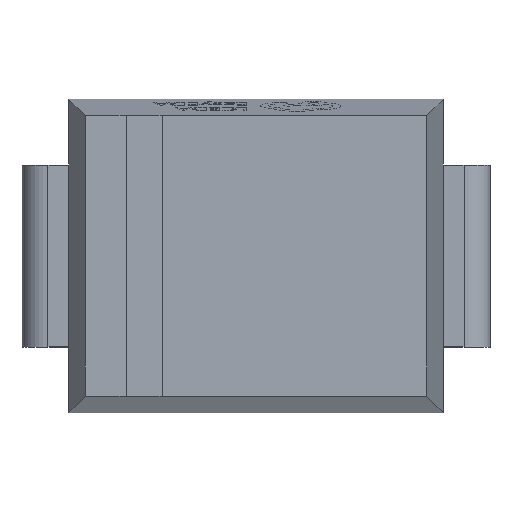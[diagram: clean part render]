
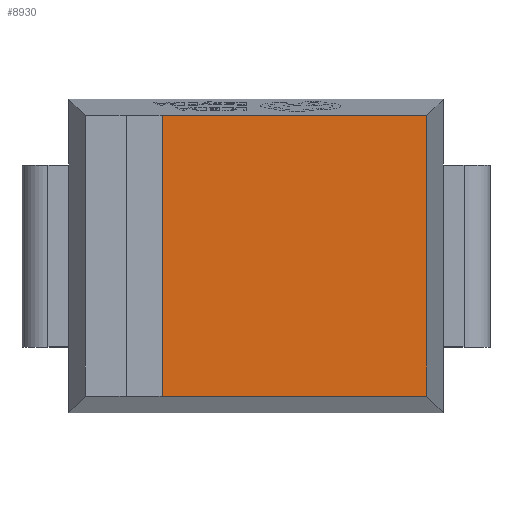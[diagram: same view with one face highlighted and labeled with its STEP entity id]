
A CAD part, top view. The second image highlights one B-rep face of the part: STEP entity #8930.
In plain terms, the highlighted planar face has unit normal (0, 0, 1).
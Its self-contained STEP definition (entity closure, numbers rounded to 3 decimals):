
#124 = CARTESIAN_POINT ( 'NONE',  ( -1.084, 1.618, 1.09 ) ) ;
#623 = FACE_OUTER_BOUND ( 'NONE', #4335, .T. ) ;
#684 = DIRECTION ( 'NONE',  ( 0., 0., 1. ) ) ;
#1512 = CARTESIAN_POINT ( 'NONE',  ( -2.16, 1.618, 1.09 ) ) ;
#1923 = CARTESIAN_POINT ( 'NONE',  ( -1.084, 0., 1.09 ) ) ;
#2466 = VECTOR ( 'NONE', #3412, 1000. ) ;
#2559 = CARTESIAN_POINT ( 'NONE',  ( 1.968, 1.618, 1.09 ) ) ;
#2812 = LINE ( 'NONE', #8947, #3966 ) ;
#2885 = LINE ( 'NONE', #1923, #2466 ) ;
#2907 = DIRECTION ( 'NONE',  ( 0., 1., 0. ) ) ;
#3412 = DIRECTION ( 'NONE',  ( 0., 1., 0. ) ) ;
#3935 = VERTEX_POINT ( 'NONE', #6631 ) ;
#3966 = VECTOR ( 'NONE', #11124, 1000. ) ;
#3969 = VERTEX_POINT ( 'NONE', #2559 ) ;
#4226 = EDGE_CURVE ( 'NONE', #5023, #3969, #7916, .T. ) ;
#4335 = EDGE_LOOP ( 'NONE', ( #11451, #10314, #10039, #8054 ) ) ;
#4669 = VECTOR ( 'NONE', #2907, 1000. ) ;
#5023 = VERTEX_POINT ( 'NONE', #7413 ) ;
#5185 = VERTEX_POINT ( 'NONE', #124 ) ;
#5983 = VECTOR ( 'NONE', #6190, 1000. ) ;
#6190 = DIRECTION ( 'NONE',  ( -1., 0., 0. ) ) ;
#6631 = CARTESIAN_POINT ( 'NONE',  ( -1.084, -1.618, 1.09 ) ) ;
#6699 = PLANE ( 'NONE',  #9280 ) ;
#7413 = CARTESIAN_POINT ( 'NONE',  ( 1.968, -1.618, 1.09 ) ) ;
#7459 = EDGE_CURVE ( 'NONE', #3969, #5185, #10518, .T. ) ;
#7916 = LINE ( 'NONE', #8974, #4669 ) ;
#8054 = ORIENTED_EDGE ( 'NONE', *, *, #7459, .T. ) ;
#8930 = ADVANCED_FACE ( 'NONE', ( #623 ), #6699, .T. ) ;
#8947 = CARTESIAN_POINT ( 'NONE',  ( -2.16, -1.618, 1.09 ) ) ;
#8974 = CARTESIAN_POINT ( 'NONE',  ( 1.968, 1.81, 1.09 ) ) ;
#9280 = AXIS2_PLACEMENT_3D ( 'NONE', #9685, #684, #10471 ) ;
#9685 = CARTESIAN_POINT ( 'NONE',  ( 0., 0., 1.09 ) ) ;
#10039 = ORIENTED_EDGE ( 'NONE', *, *, #4226, .T. ) ;
#10314 = ORIENTED_EDGE ( 'NONE', *, *, #10589, .T. ) ;
#10471 = DIRECTION ( 'NONE',  ( 1., 0., 0. ) ) ;
#10518 = LINE ( 'NONE', #1512, #5983 ) ;
#10589 = EDGE_CURVE ( 'NONE', #3935, #5023, #2812, .T. ) ;
#11124 = DIRECTION ( 'NONE',  ( 1., 0., 0. ) ) ;
#11350 = EDGE_CURVE ( 'NONE', #3935, #5185, #2885, .T. ) ;
#11451 = ORIENTED_EDGE ( 'NONE', *, *, #11350, .F. ) ;
